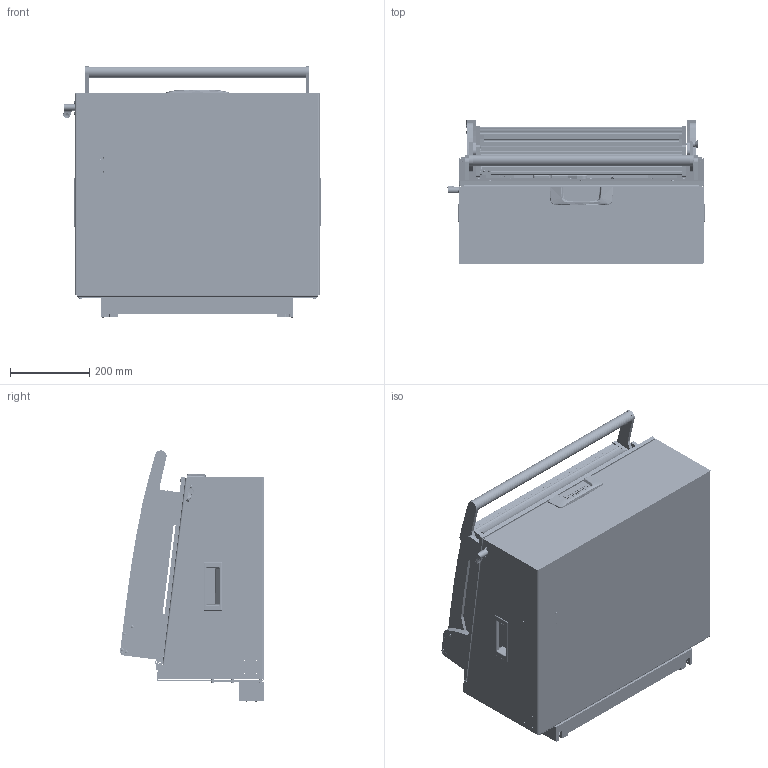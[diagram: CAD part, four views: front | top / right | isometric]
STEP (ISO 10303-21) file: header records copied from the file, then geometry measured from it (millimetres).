
FILE_DESCRIPTION (( 'STEP AP214' ), '1' );
FILE_NAME ('INGUN_33448.STEP', '2021-03-01T14:23:25', ( '' ), ( '' ), 'SwSTEP 2.0', 'SolidWorks 2018', '' );
FILE_SCHEMA (( 'AUTOMOTIVE_DESIGN' ));
Length unit declared in the file: millimetre
Products named in the file (118): ASR~-a-s-r_拱04,2x07x拌8; 35649~1_S; 109953~0_KUNDE<S>; ISO7380~n_M04,0x020; 30915~0; K_02037~0_Standard ohne Dyn Punkt<Standard>; 34328~1_S; 109954~0_KUNDE<S>; 38827~0_S; 110443~0_S; 30955~0_S; 47523~0_S; 109952~0_KUNDE<S>; 32339~4_S; DIN912~n_M04,0x020; 45545~0_S; 37972~6_S; 30758_02~0_S; 57801~2_S; 20901~0_Abstand 296<Standard>; DIN6325~n_03,0m6x010; 31443~1; 110231~1_S; 37792~1_S; 111398~0_S; INGUN_33448; 3521~0_Spring Pin ISO 8752 - 3 x 16 - St; 109717~0; 31446~15_KUNDE<S>; DIN6325~n_04,0m6x014; 31788~1_flex <Standard>; 35097~0; DIN923~n_M04x03; 32462~0_S; 40513~4_KUNDE<S>; 107975~3_S; 37971~8_S; ISO7380~n_M04,0x008; 39894~2_KUNDE<S>; DIN985-A2~n_M05,0 ...
Assembly tree (266 placements, depth 6):
  INGUN_33448
    32700~3_KUNDE ohne RW & GF<S>
      32730~5_ohne RW und GF<S>
        32727~9
        30758~0_S  x2
          30758_01~0_S
          30758_02~0_S
        20902~0
        DIN985-A2~n_M05,0  x3
        DIN7991~n_M05,0x012  x2
        32462~0_S
        DIN7991~n_M05,0x016
        8804~0
        DIN125~n_05,3 M05,0 Fase  x2
        20901~0_Abstand 296<Standard>
          20901~0_ohne Schiebeteil<Standard>
          20901_01~0
        53032~0_S
        32171~0_S
        ISO7380~n_M04,0x012  x4
        29805~4_geschlossen<S>
          110322~4_S
          110705~1_S
          30984~0_S
          110231~1_S
          110443~0_S
          30112~0
          ISO7380~n_M05,0x030
          ISO7380~n_M04,0x008  x2
          DIN914~n_M04,0x05
        35334~0_S
      37790~9_KUNDE<S>
        109771~0_S
          38001~12
          37968~2_S
          37971~8_S
          37972~6_S
          2281~0_180ø<Standard>  x3
            2281~0
          37188~1_S  x3
          53031~0_S
          35649~1_S
          35651~1_S
          31253~0_S
          30955~0_S
          30915~0
          ASR~-a-s-r_拱04,2x07x拌8  x2
          2528~0  x2
          31109~0
          37973~3_S
          38827~0_S
          31666~1_S
          48727~1_S
            48726~2_S
            DIN6325~n_04,0m6x012
            48565~1_S
            DIN912~n_M04,0x020  x2
            DIN125~n_06,4 M06,0 Fase
            DIN125~n_04,3 M04,0  x2
            49317~0
Bounding box: 647.5 x 362.15 x 632.32 mm (x, y, z)
Volume: 7060193.6 mm3; surface area: 4058065 mm2
Topology: 257 solids, 257 shells, 6484 faces, 16101 edges, 10190 vertices
Faces by surface type: cylinder 2811, plane 2291, cone 919, bspline 234, torus 129, sphere 100
Entity records: 130440 total; most frequent: CARTESIAN_POINT 29995, DIRECTION 19906, ORIENTED_EDGE 18098, EDGE_CURVE 9049, AXIS2_PLACEMENT_3D 7551, VERTEX_POINT 5812, VECTOR 4804, LINE 4804
